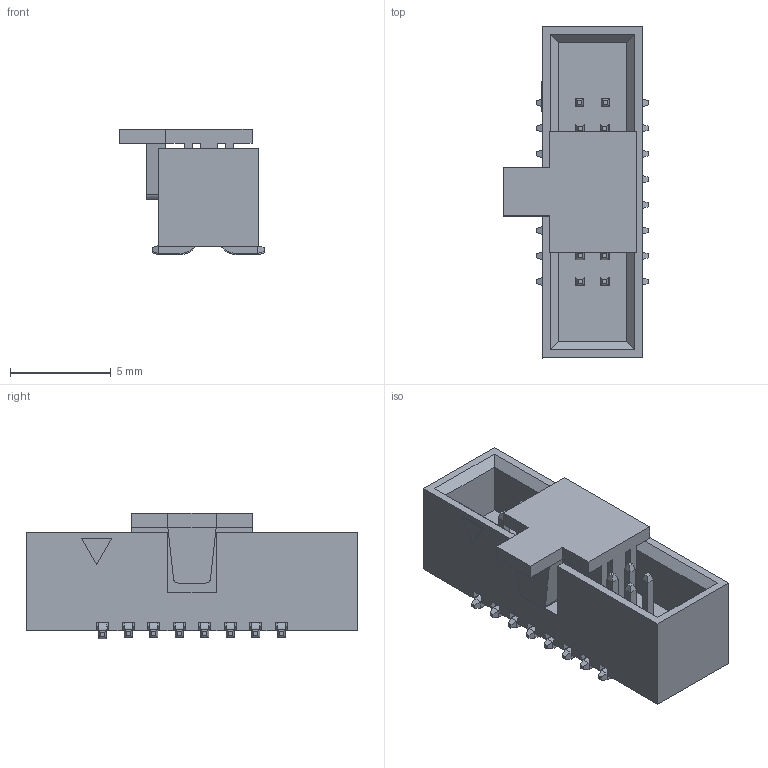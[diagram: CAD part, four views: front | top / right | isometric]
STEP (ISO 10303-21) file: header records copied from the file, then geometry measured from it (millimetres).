
FILE_DESCRIPTION(/* description */ ('Unknown'),/* implementation_level */ '2;1');
FILE_NAME(/* name */ 'J_Wurth_WR-BHD_62731620621',/* time_stamp */ '2025-05-20T15:30:59+08:00',/* author */ ('Unknown'),/* organization */ ('Unknown'),/* preprocessor_version */ 'ST-DEVELOPER v19.4',/* originating_system */ 'Solid Edge',/* authorisation */ 'Unknown');
FILE_SCHEMA (('AUTOMOTIVE_DESIGN {1 0 10303 214 3 1 1}'));
Length unit declared in the file: millimetre
Products named in the file (2): J_Wurth_WR-BHD_62731620621
Assembly tree (1 placements, depth 2):
  J_Wurth_WR-BHD_62731620621
    J_Wurth_WR-BHD_62731620621
Bounding box: 7.22 x 16.51 x 6.26 mm (x, y, z)
Volume: 306.6 mm3; surface area: 914.1 mm2
Topology: 18 solids, 18 shells, 517 faces, 1318 edges, 822 vertices
Faces by surface type: plane 483, cylinder 34
Entity records: 16708 total; most frequent: CARTESIAN_POINT 2659, ORIENTED_EDGE 2636, DIRECTION 2424, EDGE_CURVE 1318, LINE 1250, VECTOR 1250, VERTEX_POINT 822, AXIS2_PLACEMENT_3D 587
